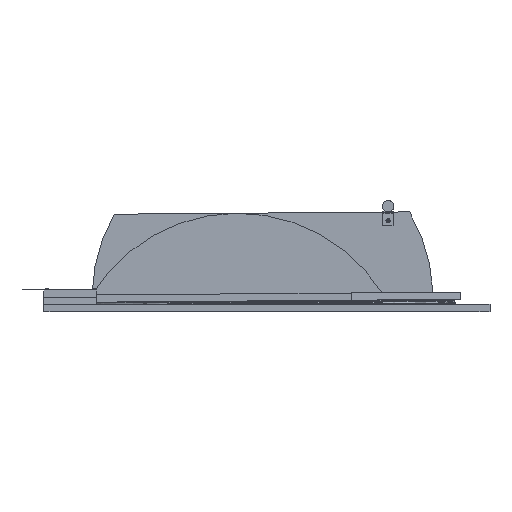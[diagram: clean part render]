
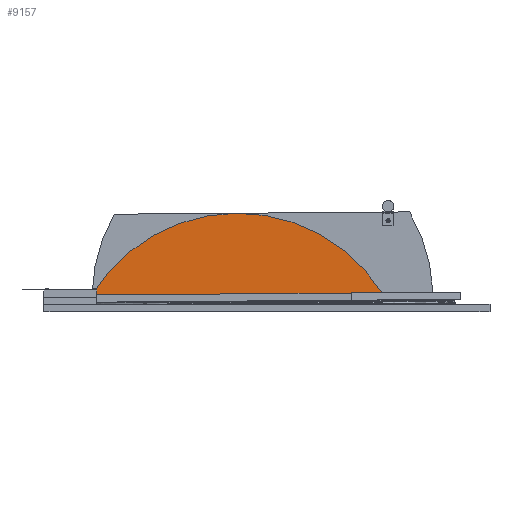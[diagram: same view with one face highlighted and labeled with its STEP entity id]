
A CAD part, left-side view. The second image highlights one B-rep face of the part: STEP entity #9157.
In plain terms, the highlighted planar face has unit normal (-1, 0, 0).
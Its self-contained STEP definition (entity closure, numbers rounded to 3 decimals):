
#1100=LINE('',#18502,#1524);
#1524=VECTOR('',#11970,1006.221);
#1838=PLANE('',#10010);
#3032=FACE_OUTER_BOUND('',#3934,.T.);
#3934=EDGE_LOOP('',(#7775,#7776));
#4627=CIRCLE('',#10008,592.);
#5264=VERTEX_POINT('',#18496);
#5265=VERTEX_POINT('',#18498);
#6175=EDGE_CURVE('',#5265,#5264,#4627,.T.);
#6177=EDGE_CURVE('',#5265,#5264,#1100,.T.);
#7775=ORIENTED_EDGE('',*,*,#6175,.T.);
#7776=ORIENTED_EDGE('',*,*,#6177,.F.);
#9157=ADVANCED_FACE('',(#3032),#1838,.T.);
#10008=AXIS2_PLACEMENT_3D('',#18499,#11965,#11966);
#10010=AXIS2_PLACEMENT_3D('',#18504,#11972,#11973);
#11965=DIRECTION('center_axis',(-1.,0.,0.));
#11966=DIRECTION('ref_axis',(0.,0.854,0.52));
#11970=DIRECTION('',(0.,1.,-0.008));
#11972=DIRECTION('center_axis',(-1.,0.,0.));
#11973=DIRECTION('ref_axis',(0.,-1.,0.008));
#18496=CARTESIAN_POINT('',(-542.5,606.683,57.641));
#18498=CARTESIAN_POINT('',(-542.5,-399.508,65.368));
#18499=CARTESIAN_POINT('Origin',(-542.5,101.192,-250.486));
#18502=CARTESIAN_POINT('',(-542.5,-583.282,66.779));
#18504=CARTESIAN_POINT('Origin',(-542.5,606.683,57.641));
